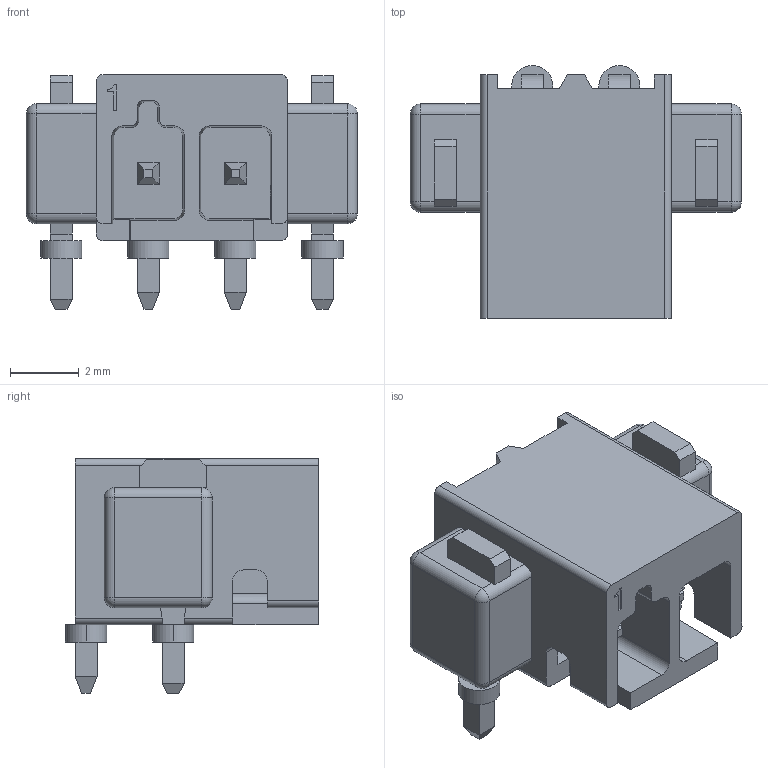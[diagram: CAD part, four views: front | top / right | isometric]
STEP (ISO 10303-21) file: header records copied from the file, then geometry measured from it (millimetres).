
FILE_DESCRIPTION(('Creo Elements/Direct Modeling STEP Export'),'2;1');
FILE_NAME('model.stp','2018-02-10T 8:04:01',(''),(''),'Creo Elements/Direct Modeling STEP processor for AP214 (Solid Model)','Creo Elements/Direct Modeling 18.1I 14-Aug-2016 (C) Parametric Technology GmbH','');
FILE_SCHEMA(('AUTOMOTIVE_DESIGN { 1 0 10303 214 1 1 1 1 }'));
Length unit declared in the file: millimetre
Products named in the file (7): Bohrlochdurchmesser.1; Bohrlochdurchmesser.2; Bohrlochdurchmesser.3; Bohrlochdurchmesser.4; Bohrlochdurchmesser; MC_0.5-2-G-2.54_P20_THR_C2; MC_0.5_2-G-2.54_P20_THR_C2
Assembly tree (6 placements, depth 3):
  MC_0.5_2-G-2.54_P20_THR_C2
    MC_0.5-2-G-2.54_P20_THR_C2
    Bohrlochdurchmesser
      Bohrlochdurchmesser.4
      Bohrlochdurchmesser.3
      Bohrlochdurchmesser.2
      Bohrlochdurchmesser.1
Bounding box: 9.67 x 7.38 x 6.85 mm (x, y, z)
Volume: 181.3 mm3; surface area: 399.2 mm2
Topology: 5 solids, 5 shells, 242 faces, 621 edges, 392 vertices
Faces by surface type: plane 169, cylinder 46, extrusion 19, sphere 8
Entity records: 9527 total; most frequent: CARTESIAN_POINT 1622, ORIENTED_EDGE 1226, DIRECTION 1128, EDGE_CURVE 613, VECTOR 500, LINE 481, VERTEX_POINT 392, AXIS2_PLACEMENT_3D 314
